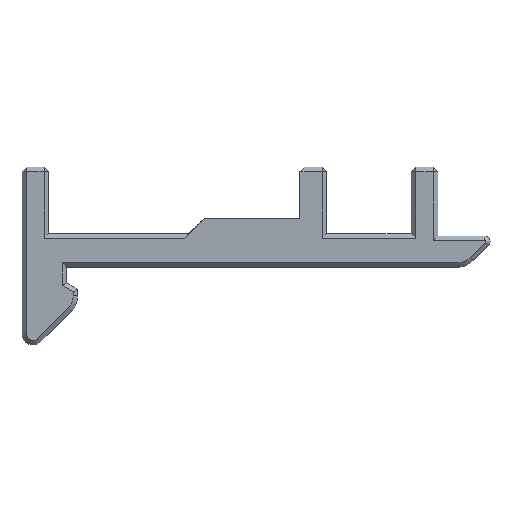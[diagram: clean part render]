
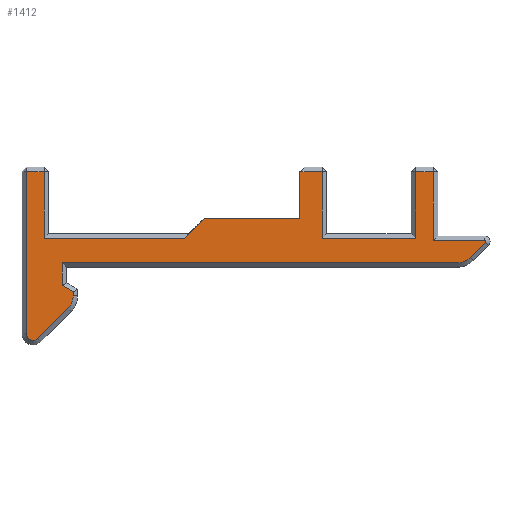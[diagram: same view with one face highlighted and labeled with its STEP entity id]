
A CAD part, left-side view. The second image highlights one B-rep face of the part: STEP entity #1412.
In plain terms, the highlighted planar face has unit normal (-1, 0, 0).
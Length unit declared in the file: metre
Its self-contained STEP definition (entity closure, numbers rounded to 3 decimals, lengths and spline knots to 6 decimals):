
#39=CIRCLE('',#1525,0.0006);
#40=CIRCLE('',#1526,0.0016);
#41=CIRCLE('',#1527,0.0016);
#42=CIRCLE('',#1528,0.0001);
#121=ORIENTED_EDGE('',*,*,#522,.T.);
#122=ORIENTED_EDGE('',*,*,#523,.T.);
#123=ORIENTED_EDGE('',*,*,#468,.T.);
#124=ORIENTED_EDGE('',*,*,#524,.T.);
#125=ORIENTED_EDGE('',*,*,#525,.T.);
#126=ORIENTED_EDGE('',*,*,#526,.T.);
#127=ORIENTED_EDGE('',*,*,#527,.T.);
#128=ORIENTED_EDGE('',*,*,#528,.T.);
#129=ORIENTED_EDGE('',*,*,#529,.T.);
#130=ORIENTED_EDGE('',*,*,#530,.T.);
#131=ORIENTED_EDGE('',*,*,#531,.T.);
#132=ORIENTED_EDGE('',*,*,#532,.T.);
#133=ORIENTED_EDGE('',*,*,#533,.T.);
#134=ORIENTED_EDGE('',*,*,#534,.T.);
#135=ORIENTED_EDGE('',*,*,#535,.T.);
#136=ORIENTED_EDGE('',*,*,#536,.T.);
#137=ORIENTED_EDGE('',*,*,#537,.T.);
#138=ORIENTED_EDGE('',*,*,#538,.T.);
#139=ORIENTED_EDGE('',*,*,#539,.T.);
#140=ORIENTED_EDGE('',*,*,#540,.T.);
#141=ORIENTED_EDGE('',*,*,#541,.T.);
#142=ORIENTED_EDGE('',*,*,#542,.T.);
#143=ORIENTED_EDGE('',*,*,#543,.T.);
#144=ORIENTED_EDGE('',*,*,#544,.T.);
#468=EDGE_CURVE('',#670,#671,#785,.T.);
#522=EDGE_CURVE('',#721,#722,#832,.T.);
#523=EDGE_CURVE('',#722,#670,#833,.T.);
#524=EDGE_CURVE('',#671,#723,#834,.T.);
#525=EDGE_CURVE('',#723,#724,#835,.F.);
#526=EDGE_CURVE('',#724,#725,#836,.T.);
#527=EDGE_CURVE('',#725,#726,#837,.T.);
#528=EDGE_CURVE('',#726,#727,#838,.T.);
#529=EDGE_CURVE('',#727,#728,#839,.T.);
#530=EDGE_CURVE('',#728,#729,#39,.T.);
#531=EDGE_CURVE('',#729,#730,#840,.T.);
#532=EDGE_CURVE('',#730,#731,#40,.T.);
#533=EDGE_CURVE('',#731,#732,#841,.T.);
#534=EDGE_CURVE('',#732,#733,#842,.T.);
#535=EDGE_CURVE('',#733,#734,#843,.T.);
#536=EDGE_CURVE('',#734,#735,#844,.T.);
#537=EDGE_CURVE('',#735,#736,#41,.T.);
#538=EDGE_CURVE('',#736,#737,#845,.T.);
#539=EDGE_CURVE('',#737,#738,#42,.T.);
#540=EDGE_CURVE('',#738,#739,#846,.T.);
#541=EDGE_CURVE('',#739,#740,#847,.T.);
#542=EDGE_CURVE('',#740,#741,#848,.T.);
#543=EDGE_CURVE('',#741,#742,#849,.T.);
#544=EDGE_CURVE('',#742,#721,#850,.T.);
#670=VERTEX_POINT('',#2058);
#671=VERTEX_POINT('',#2059);
#721=VERTEX_POINT('',#2171);
#722=VERTEX_POINT('',#2172);
#723=VERTEX_POINT('',#2175);
#724=VERTEX_POINT('',#2177);
#725=VERTEX_POINT('',#2179);
#726=VERTEX_POINT('',#2181);
#727=VERTEX_POINT('',#2183);
#728=VERTEX_POINT('',#2185);
#729=VERTEX_POINT('',#2187);
#730=VERTEX_POINT('',#2189);
#731=VERTEX_POINT('',#2191);
#732=VERTEX_POINT('',#2193);
#733=VERTEX_POINT('',#2195);
#734=VERTEX_POINT('',#2197);
#735=VERTEX_POINT('',#2199);
#736=VERTEX_POINT('',#2201);
#737=VERTEX_POINT('',#2203);
#738=VERTEX_POINT('',#2205);
#739=VERTEX_POINT('',#2207);
#740=VERTEX_POINT('',#2209);
#741=VERTEX_POINT('',#2211);
#742=VERTEX_POINT('',#2213);
#785=LINE('',#2057,#961);
#832=LINE('',#2170,#1008);
#833=LINE('',#2173,#1009);
#834=LINE('',#2174,#1010);
#835=LINE('',#2176,#1011);
#836=LINE('',#2178,#1012);
#837=LINE('',#2180,#1013);
#838=LINE('',#2182,#1014);
#839=LINE('',#2184,#1015);
#840=LINE('',#2188,#1016);
#841=LINE('',#2192,#1017);
#842=LINE('',#2194,#1018);
#843=LINE('',#2196,#1019);
#844=LINE('',#2198,#1020);
#845=LINE('',#2202,#1021);
#846=LINE('',#2206,#1022);
#847=LINE('',#2208,#1023);
#848=LINE('',#2210,#1024);
#849=LINE('',#2212,#1025);
#850=LINE('',#2214,#1026);
#961=VECTOR('',#1640,1.);
#1008=VECTOR('',#1717,1.);
#1009=VECTOR('',#1718,1.);
#1010=VECTOR('',#1719,1.);
#1011=VECTOR('',#1720,1.);
#1012=VECTOR('',#1721,1.);
#1013=VECTOR('',#1722,1.);
#1014=VECTOR('',#1723,1.);
#1015=VECTOR('',#1724,1.);
#1016=VECTOR('',#1727,1.);
#1017=VECTOR('',#1730,1.);
#1018=VECTOR('',#1731,1.);
#1019=VECTOR('',#1732,1.);
#1020=VECTOR('',#1733,1.);
#1021=VECTOR('',#1736,1.);
#1022=VECTOR('',#1739,1.);
#1023=VECTOR('',#1740,1.);
#1024=VECTOR('',#1741,1.);
#1025=VECTOR('',#1742,1.);
#1026=VECTOR('',#1743,1.);
#1140=EDGE_LOOP('',(#121,#122,#123,#124,#125,#126,#127,#128,#129,#130,#131,
#132,#133,#134,#135,#136,#137,#138,#139,#140,#141,#142,#143,#144));
#1240=FACE_BOUND('',#1140,.T.);
#1338=PLANE('',#1524);
#1412=ADVANCED_FACE('',(#1240),#1338,.T.);
#1524=AXIS2_PLACEMENT_3D('',#2169,#1715,#1716);
#1525=AXIS2_PLACEMENT_3D('',#2186,#1725,#1726);
#1526=AXIS2_PLACEMENT_3D('',#2190,#1728,#1729);
#1527=AXIS2_PLACEMENT_3D('',#2200,#1734,#1735);
#1528=AXIS2_PLACEMENT_3D('',#2204,#1737,#1738);
#1640=DIRECTION('',(0.,0.,-1.));
#1715=DIRECTION('',(-1.,0.,0.));
#1716=DIRECTION('',(0.,-1.,0.));
#1717=DIRECTION('',(0.,0.,1.));
#1718=DIRECTION('',(0.,1.,0.));
#1719=DIRECTION('',(0.,1.,0.));
#1720=DIRECTION('',(0.,-0.707,0.707));
#1721=DIRECTION('',(0.,1.,0.));
#1722=DIRECTION('',(0.,0.,1.));
#1723=DIRECTION('',(0.,1.,0.));
#1724=DIRECTION('',(0.,0.,-1.));
#1725=DIRECTION('',(-1.,0.,0.));
#1726=DIRECTION('',(0.,-1.,0.));
#1727=DIRECTION('',(0.,-0.707,0.707));
#1728=DIRECTION('',(-1.,0.,0.));
#1729=DIRECTION('',(0.,-1.,0.));
#1730=DIRECTION('',(0.,0.,1.));
#1731=DIRECTION('',(0.,0.866,0.5));
#1732=DIRECTION('',(0.,0.,1.));
#1733=DIRECTION('',(0.,-1.,0.));
#1734=DIRECTION('',(-1.,0.,0.));
#1735=DIRECTION('',(0.,-1.,0.));
#1736=DIRECTION('',(0.,-0.707,0.707));
#1737=DIRECTION('',(-1.,0.,0.));
#1738=DIRECTION('',(0.,-1.,0.));
#1739=DIRECTION('',(0.,1.,0.));
#1740=DIRECTION('',(0.,0.,1.));
#1741=DIRECTION('',(0.,1.,0.));
#1742=DIRECTION('',(0.,0.,-1.));
#1743=DIRECTION('',(0.,1.,0.));
#2057=CARTESIAN_POINT('',(0.0042,-0.0035,0.0163));
#2058=CARTESIAN_POINT('',(0.0042,-0.0035,0.0159));
#2059=CARTESIAN_POINT('',(0.0042,-0.0035,0.0117));
#2169=CARTESIAN_POINT('',(0.0042,-0.0135,0.0103));
#2170=CARTESIAN_POINT('',(0.0042,-0.0055,0.0103));
#2171=CARTESIAN_POINT('',(0.0042,-0.0055,0.0099));
#2172=CARTESIAN_POINT('',(0.0042,-0.0055,0.0159));
#2173=CARTESIAN_POINT('',(0.0042,-0.0035,0.0159));
#2174=CARTESIAN_POINT('',(0.0042,0.0065,0.0117));
#2175=CARTESIAN_POINT('',(0.0042,0.0051,0.0117));
#2176=CARTESIAN_POINT('',(0.0042,0.0065,0.0103));
#2177=CARTESIAN_POINT('',(0.0042,0.0069,0.0099));
#2178=CARTESIAN_POINT('',(0.0042,-0.0135,0.0099));
#2179=CARTESIAN_POINT('',(0.0042,0.0195,0.0099));
#2180=CARTESIAN_POINT('',(0.0042,0.0195,0.0103));
#2181=CARTESIAN_POINT('',(0.0042,0.0195,0.0159));
#2182=CARTESIAN_POINT('',(0.0042,0.0215,0.0159));
#2183=CARTESIAN_POINT('',(0.0042,0.0211,0.0159));
#2184=CARTESIAN_POINT('',(0.0042,0.0211,0.0103));
#2185=CARTESIAN_POINT('',(0.0042,0.0211,0.001314));
#2186=CARTESIAN_POINT('',(0.0042,0.0205,0.001314));
#2187=CARTESIAN_POINT('',(0.0042,0.020076,0.00089));
#2188=CARTESIAN_POINT('',(0.0042,-0.001417,0.022383));
#2189=CARTESIAN_POINT('',(0.0042,0.017369,0.003597));
#2190=CARTESIAN_POINT('',(0.0042,0.0185,0.004728));
#2191=CARTESIAN_POINT('',(0.0042,0.0169,0.004728));
#2192=CARTESIAN_POINT('',(0.0042,0.0169,0.005323));
#2193=CARTESIAN_POINT('',(0.0042,0.0169,0.005092));
#2194=CARTESIAN_POINT('',(0.0042,0.0177,0.005554));
#2195=CARTESIAN_POINT('',(0.0042,0.0179,0.005669));
#2196=CARTESIAN_POINT('',(0.0042,0.0179,0.0073));
#2197=CARTESIAN_POINT('',(0.0042,0.0179,0.0077));
#2198=CARTESIAN_POINT('',(0.0042,-0.017672,0.0077));
#2199=CARTESIAN_POINT('',(0.0042,-0.017672,0.0077));
#2200=CARTESIAN_POINT('',(0.0042,-0.017672,0.0093));
#2201=CARTESIAN_POINT('',(0.0042,-0.018803,0.008169));
#2202=CARTESIAN_POINT('',(0.0042,-0.020164,0.009529));
#2203=CARTESIAN_POINT('',(0.0042,-0.020164,0.009529));
#2204=CARTESIAN_POINT('',(0.0042,-0.020093,0.0096));
#2205=CARTESIAN_POINT('',(0.0042,-0.020093,0.0097));
#2206=CARTESIAN_POINT('',(0.0042,-0.0135,0.0097));
#2207=CARTESIAN_POINT('',(0.0042,-0.0155,0.0097));
#2208=CARTESIAN_POINT('',(0.0042,-0.0155,0.0103));
#2209=CARTESIAN_POINT('',(0.0042,-0.0155,0.0159));
#2210=CARTESIAN_POINT('',(0.0042,-0.0135,0.0159));
#2211=CARTESIAN_POINT('',(0.0042,-0.0139,0.0159));
#2212=CARTESIAN_POINT('',(0.0042,-0.0139,0.0103));
#2213=CARTESIAN_POINT('',(0.0042,-0.0139,0.0099));
#2214=CARTESIAN_POINT('',(0.0042,-0.0135,0.0099));
